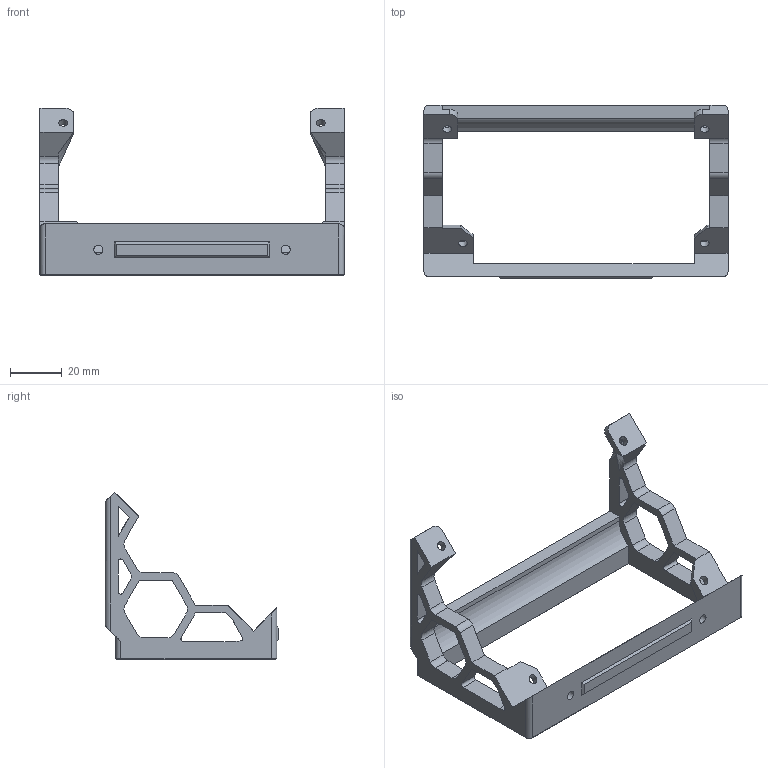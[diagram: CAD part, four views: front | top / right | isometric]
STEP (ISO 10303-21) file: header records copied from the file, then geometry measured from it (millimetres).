
FILE_DESCRIPTION(/* description */ (''),/* implementation_level */ '2;1');
FILE_NAME(/* name */ 'waveshare_farme.step',/* time_stamp */ '2024-02-20T09:23:06-05:00',/* author */ (''),/* organization */ (''),/* preprocessor_version */ 'ST-DEVELOPER v20',/* originating_system */ 'Autodesk Translation Framework v12.20.1.177',/* authorisation */ '');
FILE_SCHEMA (('AUTOMOTIVE_DESIGN { 1 0 10303 214 3 1 1 }'));
Length unit declared in the file: millimetre
Products named in the file (1): PITFT50_45_degree_mount
Bounding box: 117 x 66.8 x 64.43 mm (x, y, z)
Volume: 40317.1 mm3; surface area: 22104.9 mm2
Topology: 1 solids, 1 shells, 152 faces, 436 edges, 284 vertices
Faces by surface type: plane 95, cylinder 45, cone 8, bspline 4
Full cylindrical faces by diameter (mm): 3.5 x6, 6 x2
Entity records: 5085 total; most frequent: CARTESIAN_POINT 959, ORIENTED_EDGE 872, DIRECTION 826, EDGE_CURVE 436, LINE 324, VECTOR 324, VERTEX_POINT 284, AXIS2_PLACEMENT_3D 251
